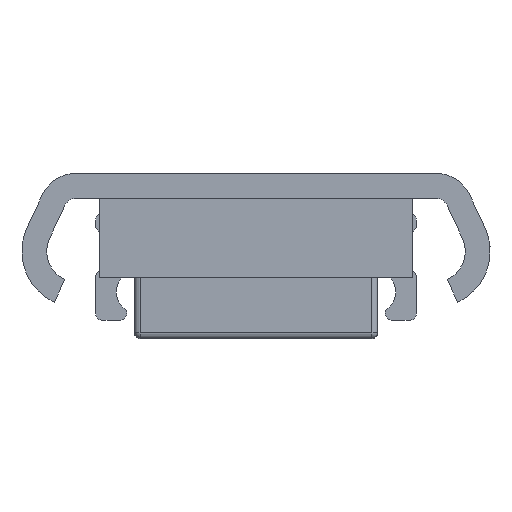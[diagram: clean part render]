
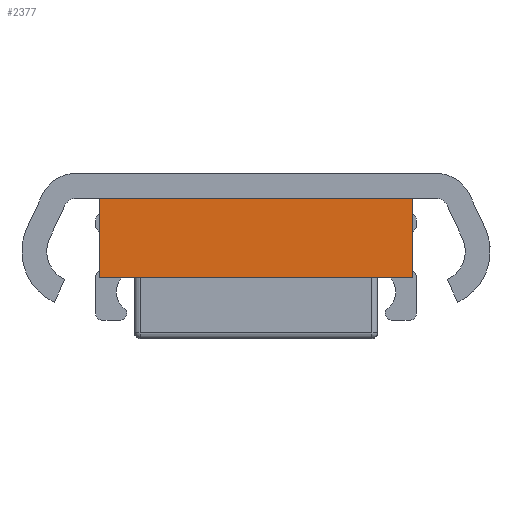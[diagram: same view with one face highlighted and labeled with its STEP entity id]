
A CAD part, left-side view. The second image highlights one B-rep face of the part: STEP entity #2377.
In plain terms, the highlighted planar face has unit normal (-1, 0, 0).
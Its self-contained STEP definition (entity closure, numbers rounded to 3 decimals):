
#67=PLANE('',#2655);
#219=LINE('',#4059,#395);
#220=LINE('',#4061,#396);
#221=LINE('',#4063,#397);
#222=LINE('',#4064,#398);
#395=VECTOR('',#3335,12.7);
#396=VECTOR('',#3336,50.);
#397=VECTOR('',#3337,12.7);
#398=VECTOR('',#3338,50.);
#591=FACE_OUTER_BOUND('',#773,.T.);
#773=EDGE_LOOP('',(#2071,#2072,#2073,#2074));
#1161=VERTEX_POINT('',#4057);
#1162=VERTEX_POINT('',#4058);
#1163=VERTEX_POINT('',#4060);
#1164=VERTEX_POINT('',#4062);
#1467=EDGE_CURVE('',#1161,#1162,#219,.T.);
#1468=EDGE_CURVE('',#1163,#1162,#220,.T.);
#1469=EDGE_CURVE('',#1164,#1163,#221,.T.);
#1470=EDGE_CURVE('',#1164,#1161,#222,.T.);
#2071=ORIENTED_EDGE('',*,*,#1467,.T.);
#2072=ORIENTED_EDGE('',*,*,#1468,.F.);
#2073=ORIENTED_EDGE('',*,*,#1469,.F.);
#2074=ORIENTED_EDGE('',*,*,#1470,.T.);
#2377=ADVANCED_FACE('',(#591),#67,.F.);
#2655=AXIS2_PLACEMENT_3D('',#4056,#3333,#3334);
#3333=DIRECTION('center_axis',(1.,0.,0.));
#3334=DIRECTION('ref_axis',(0.,0.,-1.));
#3335=DIRECTION('',(0.,0.,1.));
#3336=DIRECTION('',(0.,-1.,0.));
#3337=DIRECTION('',(0.,0.,1.));
#3338=DIRECTION('',(0.,-1.,0.));
#4056=CARTESIAN_POINT('Origin',(-348.85,25.,-16.7));
#4057=CARTESIAN_POINT('',(-348.85,-25.,-16.7));
#4058=CARTESIAN_POINT('',(-348.85,-25.,-4.));
#4059=CARTESIAN_POINT('',(-348.85,-25.,-16.7));
#4060=CARTESIAN_POINT('',(-348.85,25.,-4.));
#4061=CARTESIAN_POINT('',(-348.85,25.,-4.));
#4062=CARTESIAN_POINT('',(-348.85,25.,-16.7));
#4063=CARTESIAN_POINT('',(-348.85,25.,-16.7));
#4064=CARTESIAN_POINT('',(-348.85,25.,-16.7));
